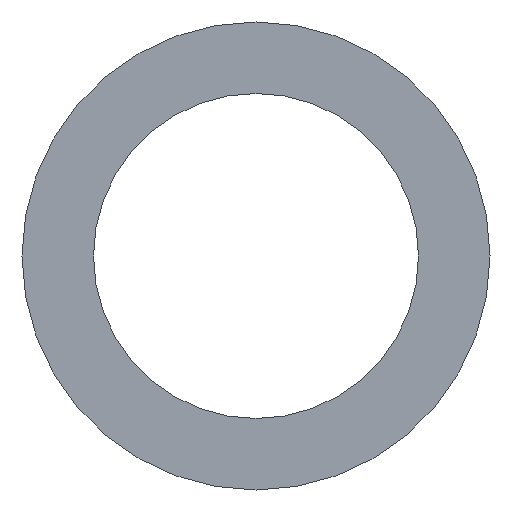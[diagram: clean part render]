
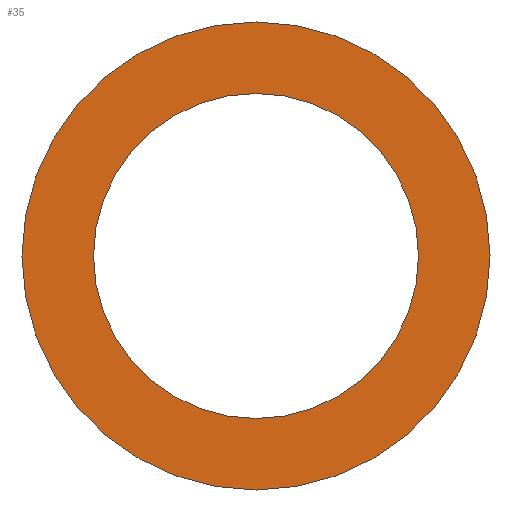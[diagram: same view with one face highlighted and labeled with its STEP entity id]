
A CAD part, front view. The second image highlights one B-rep face of the part: STEP entity #35.
In plain terms, the highlighted planar face has unit normal (0, -1, 0).
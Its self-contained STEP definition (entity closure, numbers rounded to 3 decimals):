
#6 = CARTESIAN_POINT ( 'NONE',  ( 0., -2.761, -6.25 ) ) ;
#13 = ORIENTED_EDGE ( 'NONE', *, *, #170, .F. ) ;
#16 = DIRECTION ( 'NONE',  ( 0., 1., 0. ) ) ;
#26 = ORIENTED_EDGE ( 'NONE', *, *, #30, .F. ) ;
#28 = DIRECTION ( 'NONE',  ( 0., 1., 0. ) ) ;
#30 = EDGE_CURVE ( 'NONE', #186, #205, #193, .T. ) ;
#32 = CARTESIAN_POINT ( 'NONE',  ( 0., -2.761, 0. ) ) ;
#33 = EDGE_LOOP ( 'NONE', ( #187, #122 ) ) ;
#35 = ADVANCED_FACE ( 'NONE', ( #55, #174 ), #103, .F. ) ;
#42 = CARTESIAN_POINT ( 'NONE',  ( 0., -2.761, -9. ) ) ;
#48 = EDGE_LOOP ( 'NONE', ( #26, #13 ) ) ;
#55 = FACE_OUTER_BOUND ( 'NONE', #48, .T. ) ;
#56 = DIRECTION ( 'NONE',  ( 0., 0., 1. ) ) ;
#57 = DIRECTION ( 'NONE',  ( 0., 1., 0. ) ) ;
#60 = CIRCLE ( 'NONE', #147, 9. ) ;
#65 = AXIS2_PLACEMENT_3D ( 'NONE', #209, #169, #154 ) ;
#68 = VERTEX_POINT ( 'NONE', #6 ) ;
#73 = CARTESIAN_POINT ( 'NONE',  ( 9., -2.761, 0. ) ) ;
#75 = AXIS2_PLACEMENT_3D ( 'NONE', #73, #28, #84 ) ;
#79 = CIRCLE ( 'NONE', #107, 6.25 ) ;
#81 = DIRECTION ( 'NONE',  ( 0., 1., 0. ) ) ;
#84 = DIRECTION ( 'NONE',  ( 0., 0., 1. ) ) ;
#92 = DIRECTION ( 'NONE',  ( 0., 0., 1. ) ) ;
#94 = CARTESIAN_POINT ( 'NONE',  ( 0., -2.761, 9. ) ) ;
#95 = CARTESIAN_POINT ( 'NONE',  ( 0., -2.761, 0. ) ) ;
#97 = AXIS2_PLACEMENT_3D ( 'NONE', #161, #16, #145 ) ;
#103 = PLANE ( 'NONE',  #75 ) ;
#104 = EDGE_CURVE ( 'NONE', #116, #68, #79, .T. ) ;
#107 = AXIS2_PLACEMENT_3D ( 'NONE', #95, #57, #92 ) ;
#116 = VERTEX_POINT ( 'NONE', #128 ) ;
#122 = ORIENTED_EDGE ( 'NONE', *, *, #188, .T. ) ;
#128 = CARTESIAN_POINT ( 'NONE',  ( 0., -2.761, 6.25 ) ) ;
#145 = DIRECTION ( 'NONE',  ( 0., 0., 1. ) ) ;
#147 = AXIS2_PLACEMENT_3D ( 'NONE', #32, #81, #56 ) ;
#154 = DIRECTION ( 'NONE',  ( 0., 0., 1. ) ) ;
#157 = CIRCLE ( 'NONE', #97, 6.25 ) ;
#161 = CARTESIAN_POINT ( 'NONE',  ( 0., -2.761, 0. ) ) ;
#169 = DIRECTION ( 'NONE',  ( 0., 1., 0. ) ) ;
#170 = EDGE_CURVE ( 'NONE', #205, #186, #60, .T. ) ;
#174 = FACE_BOUND ( 'NONE', #33, .T. ) ;
#186 = VERTEX_POINT ( 'NONE', #94 ) ;
#187 = ORIENTED_EDGE ( 'NONE', *, *, #104, .T. ) ;
#188 = EDGE_CURVE ( 'NONE', #68, #116, #157, .T. ) ;
#193 = CIRCLE ( 'NONE', #65, 9. ) ;
#205 = VERTEX_POINT ( 'NONE', #42 ) ;
#209 = CARTESIAN_POINT ( 'NONE',  ( 0., -2.761, 0. ) ) ;
